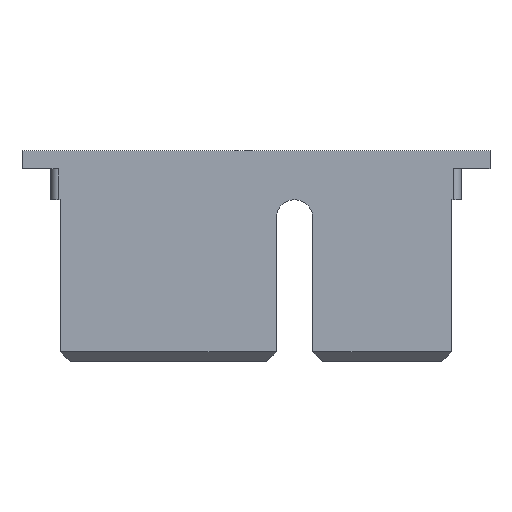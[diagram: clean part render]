
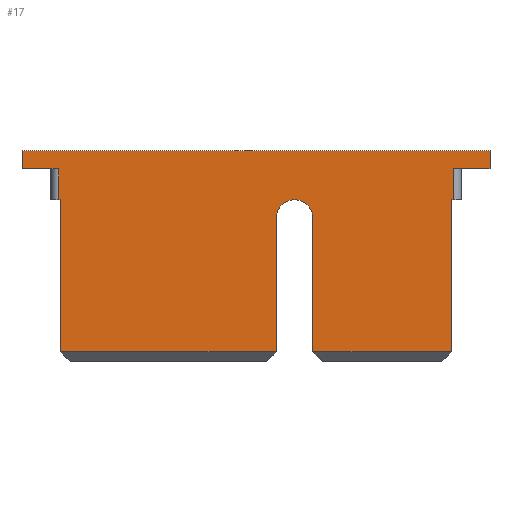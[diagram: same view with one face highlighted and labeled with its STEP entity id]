
A CAD part, top view. The second image highlights one B-rep face of the part: STEP entity #17.
In plain terms, the highlighted planar face has unit normal (0, 0, 1).
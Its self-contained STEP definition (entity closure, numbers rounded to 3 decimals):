
#17 = ADVANCED_FACE('',(#18),#276,.F.);
#18 = FACE_BOUND('',#19,.F.);
#19 = EDGE_LOOP('',(#20,#30,#38,#46,#54,#62,#70,#78,#86,#94,#102,#110,
    #118,#126,#134,#142,#150,#158,#166,#174,#182,#190,#198,#206,#214,
    #222,#230,#238,#246,#254,#262,#270));
#20 = ORIENTED_EDGE('',*,*,#21,.T.);
#21 = EDGE_CURVE('',#22,#24,#26,.T.);
#22 = VERTEX_POINT('',#23);
#23 = CARTESIAN_POINT('',(107.8,-138.7,1.58));
#24 = VERTEX_POINT('',#25);
#25 = CARTESIAN_POINT('',(107.7,-138.7,1.58));
#26 = LINE('',#27,#28);
#27 = CARTESIAN_POINT('',(107.8,-138.7,1.58));
#28 = VECTOR('',#29,1.);
#29 = DIRECTION('',(-1.,0.,0.));
#30 = ORIENTED_EDGE('',*,*,#31,.T.);
#31 = EDGE_CURVE('',#24,#32,#34,.T.);
#32 = VERTEX_POINT('',#33);
#33 = CARTESIAN_POINT('',(107.7,-137.1,1.58));
#34 = LINE('',#35,#36);
#35 = CARTESIAN_POINT('',(107.7,-138.7,1.58));
#36 = VECTOR('',#37,1.);
#37 = DIRECTION('',(0.,1.,0.));
#38 = ORIENTED_EDGE('',*,*,#39,.F.);
#39 = EDGE_CURVE('',#40,#32,#42,.T.);
#40 = VERTEX_POINT('',#41);
#41 = CARTESIAN_POINT('',(107.3,-137.1,1.58));
#42 = LINE('',#43,#44);
#43 = CARTESIAN_POINT('',(113.194,-137.1,1.58));
#44 = VECTOR('',#45,1.);
#45 = DIRECTION('',(1.,0.,0.));
#46 = ORIENTED_EDGE('',*,*,#47,.T.);
#47 = EDGE_CURVE('',#40,#48,#50,.T.);
#48 = VERTEX_POINT('',#49);
#49 = CARTESIAN_POINT('',(105.8,-137.1,1.58));
#50 = LINE('',#51,#52);
#51 = CARTESIAN_POINT('',(107.3,-137.1,1.58));
#52 = VECTOR('',#53,1.);
#53 = DIRECTION('',(-1.,0.,0.));
#54 = ORIENTED_EDGE('',*,*,#55,.T.);
#55 = EDGE_CURVE('',#48,#56,#58,.T.);
#56 = VERTEX_POINT('',#57);
#57 = CARTESIAN_POINT('',(105.8,-136.15,1.58));
#58 = LINE('',#59,#60);
#59 = CARTESIAN_POINT('',(105.8,-137.1,1.58));
#60 = VECTOR('',#61,1.);
#61 = DIRECTION('',(0.,1.,0.));
#62 = ORIENTED_EDGE('',*,*,#63,.T.);
#63 = EDGE_CURVE('',#56,#64,#66,.T.);
#64 = VERTEX_POINT('',#65);
#65 = CARTESIAN_POINT('',(130.1,-136.15,1.58));
#66 = LINE('',#67,#68);
#67 = CARTESIAN_POINT('',(94.544,-136.15,1.58));
#68 = VECTOR('',#69,1.);
#69 = DIRECTION('',(1.,0.,0.));
#70 = ORIENTED_EDGE('',*,*,#71,.T.);
#71 = EDGE_CURVE('',#64,#72,#74,.T.);
#72 = VERTEX_POINT('',#73);
#73 = CARTESIAN_POINT('',(130.1,-137.08,1.58));
#74 = LINE('',#75,#76);
#75 = CARTESIAN_POINT('',(130.1,-136.1,1.58));
#76 = VECTOR('',#77,1.);
#77 = DIRECTION('',(0.,-1.,0.));
#78 = ORIENTED_EDGE('',*,*,#79,.T.);
#79 = EDGE_CURVE('',#72,#80,#82,.T.);
#80 = VERTEX_POINT('',#81);
#81 = CARTESIAN_POINT('',(128.6,-137.08,1.58));
#82 = LINE('',#83,#84);
#83 = CARTESIAN_POINT('',(130.1,-137.08,1.58));
#84 = VECTOR('',#85,1.);
#85 = DIRECTION('',(-1.,0.,0.));
#86 = ORIENTED_EDGE('',*,*,#87,.T.);
#87 = EDGE_CURVE('',#80,#88,#90,.T.);
#88 = VERTEX_POINT('',#89);
#89 = CARTESIAN_POINT('',(128.2,-137.08,1.58));
#90 = LINE('',#91,#92);
#91 = CARTESIAN_POINT('',(124.594,-137.08,1.58));
#92 = VECTOR('',#93,1.);
#93 = DIRECTION('',(-1.,0.,0.));
#94 = ORIENTED_EDGE('',*,*,#95,.T.);
#95 = EDGE_CURVE('',#88,#96,#98,.T.);
#96 = VERTEX_POINT('',#97);
#97 = CARTESIAN_POINT('',(128.2,-138.7,1.58));
#98 = LINE('',#99,#100);
#99 = CARTESIAN_POINT('',(128.2,-137.08,1.58));
#100 = VECTOR('',#101,1.);
#101 = DIRECTION('',(0.,-1.,0.));
#102 = ORIENTED_EDGE('',*,*,#103,.T.);
#103 = EDGE_CURVE('',#96,#104,#106,.T.);
#104 = VERTEX_POINT('',#105);
#105 = CARTESIAN_POINT('',(128.1,-138.7,1.58));
#106 = LINE('',#107,#108);
#107 = CARTESIAN_POINT('',(128.6,-138.7,1.58));
#108 = VECTOR('',#109,1.);
#109 = DIRECTION('',(-1.,0.,0.));
#110 = ORIENTED_EDGE('',*,*,#111,.T.);
#111 = EDGE_CURVE('',#104,#112,#114,.T.);
#112 = VERTEX_POINT('',#113);
#113 = CARTESIAN_POINT('',(128.1,-146.6,1.58));
#114 = LINE('',#115,#116);
#115 = CARTESIAN_POINT('',(128.1,-138.7,1.58));
#116 = VECTOR('',#117,1.);
#117 = DIRECTION('',(0.,-1.,0.));
#118 = ORIENTED_EDGE('',*,*,#119,.T.);
#119 = EDGE_CURVE('',#112,#120,#122,.T.);
#120 = VERTEX_POINT('',#121);
#121 = CARTESIAN_POINT('',(120.9,-146.6,1.58));
#122 = LINE('',#123,#124);
#123 = CARTESIAN_POINT('',(127.6,-146.6,1.58));
#124 = VECTOR('',#125,1.);
#125 = DIRECTION('',(-1.,0.,0.));
#126 = ORIENTED_EDGE('',*,*,#127,.T.);
#127 = EDGE_CURVE('',#120,#128,#130,.T.);
#128 = VERTEX_POINT('',#129);
#129 = CARTESIAN_POINT('',(120.9,-139.65,1.58));
#130 = LINE('',#131,#132);
#131 = CARTESIAN_POINT('',(120.9,-146.6,1.58));
#132 = VECTOR('',#133,1.);
#133 = DIRECTION('',(0.,1.,0.));
#134 = ORIENTED_EDGE('',*,*,#135,.T.);
#135 = EDGE_CURVE('',#128,#136,#138,.T.);
#136 = VERTEX_POINT('',#137);
#137 = CARTESIAN_POINT('',(120.879,-139.452,1.58));
#138 = LINE('',#139,#140);
#139 = CARTESIAN_POINT('',(120.9,-139.65,1.58));
#140 = VECTOR('',#141,1.);
#141 = DIRECTION('',(-0.105,0.995,0.));
#142 = ORIENTED_EDGE('',*,*,#143,.T.);
#143 = EDGE_CURVE('',#136,#144,#146,.T.);
#144 = VERTEX_POINT('',#145);
#145 = CARTESIAN_POINT('',(120.818,-139.264,1.58));
#146 = LINE('',#147,#148);
#147 = CARTESIAN_POINT('',(120.879,-139.452,1.58));
#148 = VECTOR('',#149,1.);
#149 = DIRECTION('',(-0.309,0.951,0.));
#150 = ORIENTED_EDGE('',*,*,#151,.T.);
#151 = EDGE_CURVE('',#144,#152,#154,.T.);
#152 = VERTEX_POINT('',#153);
#153 = CARTESIAN_POINT('',(120.719,-139.092,1.58));
#154 = LINE('',#155,#156);
#155 = CARTESIAN_POINT('',(120.818,-139.264,1.58));
#156 = VECTOR('',#157,1.);
#157 = DIRECTION('',(-0.5,0.866,0.));
#158 = ORIENTED_EDGE('',*,*,#159,.T.);
#159 = EDGE_CURVE('',#152,#160,#162,.T.);
#160 = VERTEX_POINT('',#161);
#161 = CARTESIAN_POINT('',(120.586,-138.944,1.58));
#162 = LINE('',#163,#164);
#163 = CARTESIAN_POINT('',(120.719,-139.092,1.58));
#164 = VECTOR('',#165,1.);
#165 = DIRECTION('',(-0.669,0.743,0.));
#166 = ORIENTED_EDGE('',*,*,#167,.T.);
#167 = EDGE_CURVE('',#160,#168,#170,.T.);
#168 = VERTEX_POINT('',#169);
#169 = CARTESIAN_POINT('',(120.425,-138.827,1.58));
#170 = LINE('',#171,#172);
#171 = CARTESIAN_POINT('',(120.586,-138.944,1.58));
#172 = VECTOR('',#173,1.);
#173 = DIRECTION('',(-0.809,0.588,0.));
#174 = ORIENTED_EDGE('',*,*,#175,.T.);
#175 = EDGE_CURVE('',#168,#176,#178,.T.);
#176 = VERTEX_POINT('',#177);
#177 = CARTESIAN_POINT('',(120.244,-138.746,1.58));
#178 = LINE('',#179,#180);
#179 = CARTESIAN_POINT('',(120.425,-138.827,1.58));
#180 = VECTOR('',#181,1.);
#181 = DIRECTION('',(-0.914,0.407,0.));
#182 = ORIENTED_EDGE('',*,*,#183,.T.);
#183 = EDGE_CURVE('',#176,#184,#186,.T.);
#184 = VERTEX_POINT('',#185);
#185 = CARTESIAN_POINT('',(120.049,-138.705,1.58));
#186 = LINE('',#187,#188);
#187 = CARTESIAN_POINT('',(120.244,-138.746,1.58));
#188 = VECTOR('',#189,1.);
#189 = DIRECTION('',(-0.978,0.208,0.));
#190 = ORIENTED_EDGE('',*,*,#191,.T.);
#191 = EDGE_CURVE('',#184,#192,#194,.T.);
#192 = VERTEX_POINT('',#193);
#193 = CARTESIAN_POINT('',(119.851,-138.705,1.58));
#194 = LINE('',#195,#196);
#195 = CARTESIAN_POINT('',(120.049,-138.705,1.58));
#196 = VECTOR('',#197,1.);
#197 = DIRECTION('',(-1.,0.,0.));
#198 = ORIENTED_EDGE('',*,*,#199,.T.);
#199 = EDGE_CURVE('',#192,#200,#202,.T.);
#200 = VERTEX_POINT('',#201);
#201 = CARTESIAN_POINT('',(119.656,-138.746,1.58));
#202 = LINE('',#203,#204);
#203 = CARTESIAN_POINT('',(119.851,-138.705,1.58));
#204 = VECTOR('',#205,1.);
#205 = DIRECTION('',(-0.978,-0.208,0.));
#206 = ORIENTED_EDGE('',*,*,#207,.T.);
#207 = EDGE_CURVE('',#200,#208,#210,.T.);
#208 = VERTEX_POINT('',#209);
#209 = CARTESIAN_POINT('',(119.475,-138.827,1.58));
#210 = LINE('',#211,#212);
#211 = CARTESIAN_POINT('',(119.656,-138.746,1.58));
#212 = VECTOR('',#213,1.);
#213 = DIRECTION('',(-0.914,-0.407,0.));
#214 = ORIENTED_EDGE('',*,*,#215,.T.);
#215 = EDGE_CURVE('',#208,#216,#218,.T.);
#216 = VERTEX_POINT('',#217);
#217 = CARTESIAN_POINT('',(119.314,-138.944,1.58));
#218 = LINE('',#219,#220);
#219 = CARTESIAN_POINT('',(119.475,-138.827,1.58));
#220 = VECTOR('',#221,1.);
#221 = DIRECTION('',(-0.809,-0.588,0.));
#222 = ORIENTED_EDGE('',*,*,#223,.T.);
#223 = EDGE_CURVE('',#216,#224,#226,.T.);
#224 = VERTEX_POINT('',#225);
#225 = CARTESIAN_POINT('',(119.181,-139.092,1.58));
#226 = LINE('',#227,#228);
#227 = CARTESIAN_POINT('',(119.314,-138.944,1.58));
#228 = VECTOR('',#229,1.);
#229 = DIRECTION('',(-0.669,-0.743,0.));
#230 = ORIENTED_EDGE('',*,*,#231,.T.);
#231 = EDGE_CURVE('',#224,#232,#234,.T.);
#232 = VERTEX_POINT('',#233);
#233 = CARTESIAN_POINT('',(119.082,-139.264,1.58));
#234 = LINE('',#235,#236);
#235 = CARTESIAN_POINT('',(119.181,-139.092,1.58));
#236 = VECTOR('',#237,1.);
#237 = DIRECTION('',(-0.5,-0.866,0.));
#238 = ORIENTED_EDGE('',*,*,#239,.T.);
#239 = EDGE_CURVE('',#232,#240,#242,.T.);
#240 = VERTEX_POINT('',#241);
#241 = CARTESIAN_POINT('',(119.021,-139.452,1.58));
#242 = LINE('',#243,#244);
#243 = CARTESIAN_POINT('',(119.082,-139.264,1.58));
#244 = VECTOR('',#245,1.);
#245 = DIRECTION('',(-0.309,-0.951,0.));
#246 = ORIENTED_EDGE('',*,*,#247,.T.);
#247 = EDGE_CURVE('',#240,#248,#250,.T.);
#248 = VERTEX_POINT('',#249);
#249 = CARTESIAN_POINT('',(119.,-139.65,1.58));
#250 = LINE('',#251,#252);
#251 = CARTESIAN_POINT('',(119.021,-139.452,1.58));
#252 = VECTOR('',#253,1.);
#253 = DIRECTION('',(-0.105,-0.995,0.));
#254 = ORIENTED_EDGE('',*,*,#255,.T.);
#255 = EDGE_CURVE('',#248,#256,#258,.T.);
#256 = VERTEX_POINT('',#257);
#257 = CARTESIAN_POINT('',(119.,-146.6,1.58));
#258 = LINE('',#259,#260);
#259 = CARTESIAN_POINT('',(119.,-139.65,1.58));
#260 = VECTOR('',#261,1.);
#261 = DIRECTION('',(0.,-1.,0.));
#262 = ORIENTED_EDGE('',*,*,#263,.T.);
#263 = EDGE_CURVE('',#256,#264,#266,.T.);
#264 = VERTEX_POINT('',#265);
#265 = CARTESIAN_POINT('',(107.8,-146.6,1.58));
#266 = LINE('',#267,#268);
#267 = CARTESIAN_POINT('',(118.5,-146.6,1.58));
#268 = VECTOR('',#269,1.);
#269 = DIRECTION('',(-1.,0.,0.));
#270 = ORIENTED_EDGE('',*,*,#271,.T.);
#271 = EDGE_CURVE('',#264,#22,#272,.T.);
#272 = LINE('',#273,#274);
#273 = CARTESIAN_POINT('',(107.8,-146.6,1.58));
#274 = VECTOR('',#275,1.);
#275 = DIRECTION('',(0.,1.,0.));
#276 = PLANE('',#277);
#277 = AXIS2_PLACEMENT_3D('',#278,#279,#280);
#278 = CARTESIAN_POINT('',(119.089,-92.958,1.58));
#279 = DIRECTION('',(-0.,-0.,-1.));
#280 = DIRECTION('',(-1.,0.,0.));
